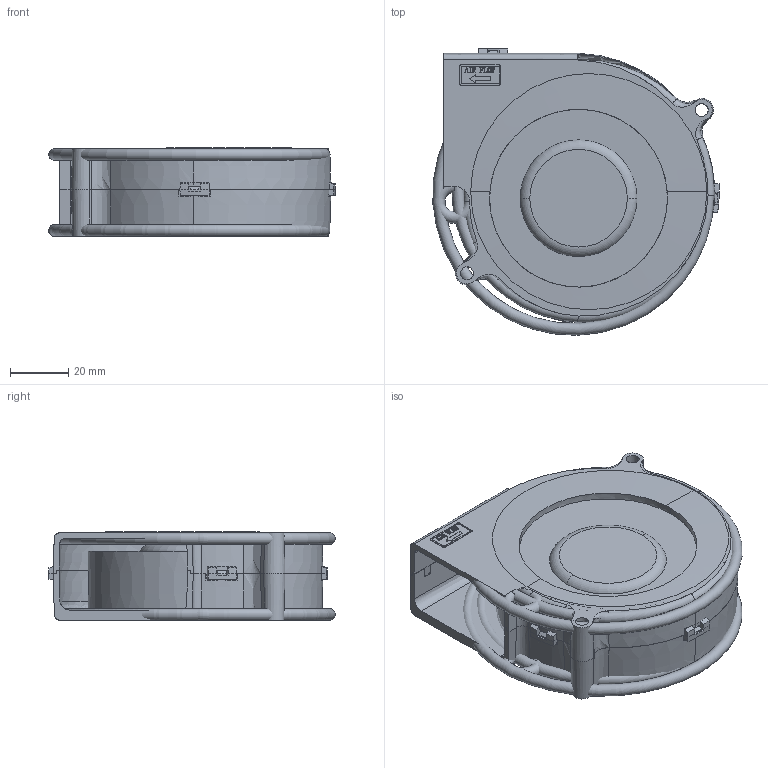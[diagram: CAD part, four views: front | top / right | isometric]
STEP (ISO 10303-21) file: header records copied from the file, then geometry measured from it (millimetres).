
FILE_DESCRIPTION((''),'2;1');
FILE_NAME('HB-9330COVER_ASM','2024-01-20T',('Administrator'),(''),'PRO/ENGINEER BY PARAMETRIC TECHNOLOGY CORPORATION, 2010280','PRO/ENGINEER BY PARAMETRIC TECHNOLOGY CORPORATION, 2010280','');
FILE_SCHEMA(('CONFIG_CONTROL_DESIGN','SHAPE_APPEARANCE_LAYERS_GROUPS'));
Products named in the file (6): XG; SG; ADMI93F8BLRV_ASM; HB-9330SXG_ASM; HBB-9330YE; HB-9330COVER_ASM
Assembly tree (5 placements, depth 4):
  HB-9330COVER_ASM
    HB-9330SXG_ASM
      ADMI93F8BLRV_ASM
        XG
        SG
    HBB-9330YE
Bounding box: 98.31 x 98.18 x 30.35 mm (x, y, z)
Surface area: 102641.3 mm2 (no closed solid volume)
Topology: 0 solids, 0 shells, 2461 faces, 14379 edges, 14354 vertices
Faces by surface type: bspline 2429, torus 32
Entity records: 183257 total; most frequent: CARTESIAN_POINT 50284, DIRECTION 20647, TRIMMED_CURVE 20092, VECTOR 19629, LINE 19629, DEFINITIONAL_REPRESENTATION 14330, PCURVE 14330, COMPOSITE_CURVE_SEGMENT 14330
